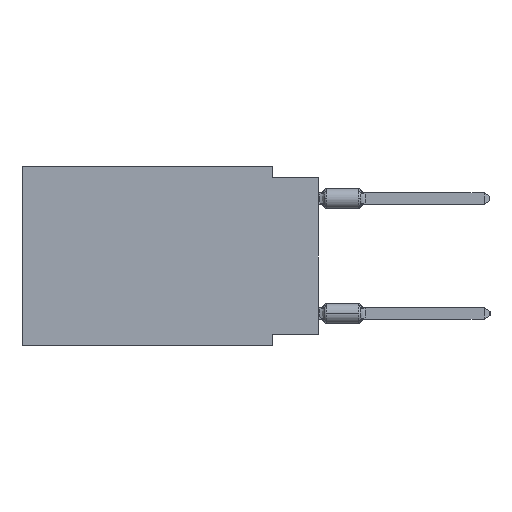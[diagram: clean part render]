
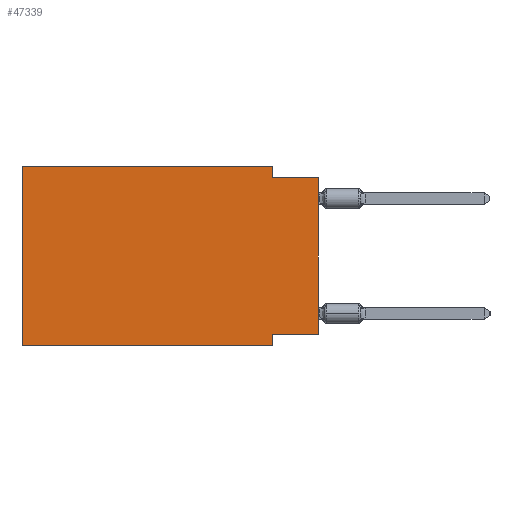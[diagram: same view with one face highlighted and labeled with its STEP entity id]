
A CAD part, left-side view. The second image highlights one B-rep face of the part: STEP entity #47339.
In plain terms, the highlighted planar face has unit normal (-1, 0, 0).
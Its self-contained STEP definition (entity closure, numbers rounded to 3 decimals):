
#127 = EDGE_CURVE ( 'NONE', #43219, #54264, #6789, .T. ) ;
#649 = FACE_OUTER_BOUND ( 'NONE', #29533, .T. ) ;
#1254 = LINE ( 'NONE', #19395, #31327 ) ;
#2259 = VECTOR ( 'NONE', #52100, 1000. ) ;
#2691 = DIRECTION ( 'NONE',  ( 0., 0., 1. ) ) ;
#4292 = CARTESIAN_POINT ( 'NONE',  ( 0., 16.383, -9.906 ) ) ;
#6377 = AXIS2_PLACEMENT_3D ( 'NONE', #44808, #27550, #9134 ) ;
#6662 = ORIENTED_EDGE ( 'NONE', *, *, #42156, .F. ) ;
#6789 = LINE ( 'NONE', #24630, #9343 ) ;
#7780 = CARTESIAN_POINT ( 'NONE',  ( 0., 0., -9.271 ) ) ;
#9134 = DIRECTION ( 'NONE',  ( 0., 0., -1. ) ) ;
#9343 = VECTOR ( 'NONE', #2691, 1000. ) ;
#9425 = PLANE ( 'NONE',  #6377 ) ;
#9922 = VERTEX_POINT ( 'NONE', #37372 ) ;
#11096 = EDGE_CURVE ( 'NONE', #30262, #21286, #32738, .T. ) ;
#12686 = CARTESIAN_POINT ( 'NONE',  ( 0., 16.383, -9.906 ) ) ;
#15112 = VERTEX_POINT ( 'NONE', #42665 ) ;
#15477 = DIRECTION ( 'NONE',  ( 0., 0., -1. ) ) ;
#15851 = CARTESIAN_POINT ( 'NONE',  ( 0., 2.54, -0.635 ) ) ;
#16434 = CARTESIAN_POINT ( 'NONE',  ( 0., 0., -9.271 ) ) ;
#17237 = VECTOR ( 'NONE', #22134, 1000. ) ;
#18535 = DIRECTION ( 'NONE',  ( 0., -1., 0. ) ) ;
#19395 = CARTESIAN_POINT ( 'NONE',  ( 0., 16.383, 0. ) ) ;
#19463 = LINE ( 'NONE', #46346, #43864 ) ;
#19818 = CARTESIAN_POINT ( 'NONE',  ( 0., 2.54, 0. ) ) ;
#21286 = VERTEX_POINT ( 'NONE', #15851 ) ;
#22134 = DIRECTION ( 'NONE',  ( 0., -1., 0. ) ) ;
#24243 = CARTESIAN_POINT ( 'NONE',  ( 0., 2.54, 0. ) ) ;
#24630 = CARTESIAN_POINT ( 'NONE',  ( 0., 0., 0. ) ) ;
#26087 = EDGE_CURVE ( 'NONE', #33623, #57539, #44345, .T. ) ;
#26233 = ORIENTED_EDGE ( 'NONE', *, *, #36490, .F. ) ;
#26646 = VECTOR ( 'NONE', #37558, 1000. ) ;
#27550 = DIRECTION ( 'NONE',  ( 1., 0., 0. ) ) ;
#29354 = LINE ( 'NONE', #55122, #26646 ) ;
#29533 = EDGE_LOOP ( 'NONE', ( #38374, #26233, #49981, #53442, #54767, #39546, #33875, #6662 ) ) ;
#29543 = EDGE_CURVE ( 'NONE', #33623, #15112, #29354, .T. ) ;
#30262 = VERTEX_POINT ( 'NONE', #19818 ) ;
#30766 = EDGE_CURVE ( 'NONE', #9922, #57539, #57767, .T. ) ;
#31327 = VECTOR ( 'NONE', #18535, 1000. ) ;
#32738 = LINE ( 'NONE', #24243, #40027 ) ;
#33623 = VERTEX_POINT ( 'NONE', #12686 ) ;
#33875 = ORIENTED_EDGE ( 'NONE', *, *, #30766, .F. ) ;
#35667 = CARTESIAN_POINT ( 'NONE',  ( 0., 2.54, -9.906 ) ) ;
#36490 = EDGE_CURVE ( 'NONE', #21286, #54264, #19463, .T. ) ;
#37372 = CARTESIAN_POINT ( 'NONE',  ( 0., 2.54, -9.271 ) ) ;
#37558 = DIRECTION ( 'NONE',  ( 0., 0., 1. ) ) ;
#38374 = ORIENTED_EDGE ( 'NONE', *, *, #127, .T. ) ;
#39546 = ORIENTED_EDGE ( 'NONE', *, *, #26087, .T. ) ;
#40027 = VECTOR ( 'NONE', #15477, 1000. ) ;
#42156 = EDGE_CURVE ( 'NONE', #43219, #9922, #56489, .T. ) ;
#42665 = CARTESIAN_POINT ( 'NONE',  ( 0., 16.383, 0. ) ) ;
#43219 = VERTEX_POINT ( 'NONE', #7780 ) ;
#43421 = DIRECTION ( 'NONE',  ( 0., 0., -1. ) ) ;
#43864 = VECTOR ( 'NONE', #55418, 1000. ) ;
#44345 = LINE ( 'NONE', #4292, #17237 ) ;
#44808 = CARTESIAN_POINT ( 'NONE',  ( 0., 16.383, 0. ) ) ;
#45284 = EDGE_CURVE ( 'NONE', #15112, #30262, #1254, .T. ) ;
#45714 = CARTESIAN_POINT ( 'NONE',  ( 0., 0., -0.635 ) ) ;
#46346 = CARTESIAN_POINT ( 'NONE',  ( 0., 0., -0.635 ) ) ;
#47339 = ADVANCED_FACE ( 'NONE', ( #649 ), #9425, .F. ) ;
#47814 = CARTESIAN_POINT ( 'NONE',  ( 0., 2.54, -9.906 ) ) ;
#49981 = ORIENTED_EDGE ( 'NONE', *, *, #11096, .F. ) ;
#52100 = DIRECTION ( 'NONE',  ( 0., 1., 0. ) ) ;
#53442 = ORIENTED_EDGE ( 'NONE', *, *, #45284, .F. ) ;
#54264 = VERTEX_POINT ( 'NONE', #45714 ) ;
#54767 = ORIENTED_EDGE ( 'NONE', *, *, #29543, .F. ) ;
#54780 = VECTOR ( 'NONE', #43421, 1000. ) ;
#55122 = CARTESIAN_POINT ( 'NONE',  ( 0., 16.383, 0. ) ) ;
#55418 = DIRECTION ( 'NONE',  ( 0., -1., 0. ) ) ;
#56489 = LINE ( 'NONE', #16434, #2259 ) ;
#57539 = VERTEX_POINT ( 'NONE', #35667 ) ;
#57767 = LINE ( 'NONE', #47814, #54780 ) ;
